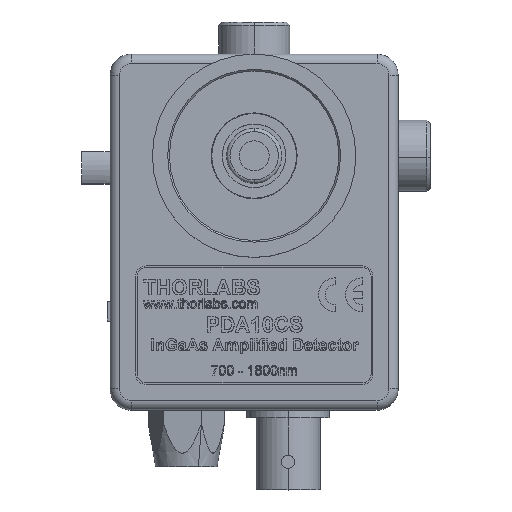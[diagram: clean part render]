
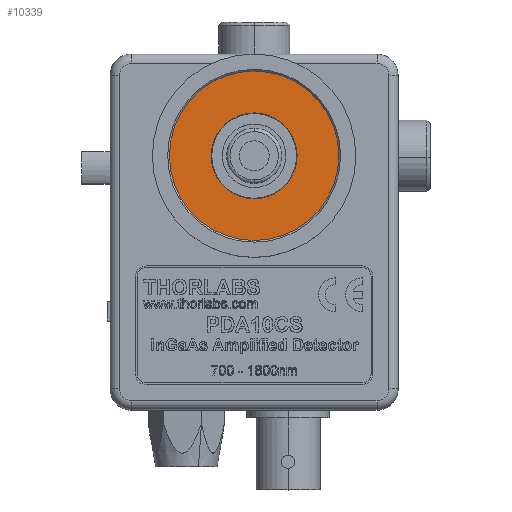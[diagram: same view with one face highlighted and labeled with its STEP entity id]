
A CAD part, top view. The second image highlights one B-rep face of the part: STEP entity #10339.
In plain terms, the highlighted planar face has unit normal (0, 0, 1).
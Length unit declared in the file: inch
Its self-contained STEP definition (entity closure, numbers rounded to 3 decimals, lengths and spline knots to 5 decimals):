
#10292 = VERTEX_POINT ( 'NONE', #26497 ) ;
#10293 = VERTEX_POINT ( 'NONE', #26496 ) ;
#10295 = EDGE_LOOP ( 'NONE', ( #10342, #10298 ) ) ;
#10297 = EDGE_CURVE ( 'NONE', #10299, #10292, #26490, .T. ) ;
#10298 = ORIENTED_EDGE ( 'NONE', *, *, #10297, .F. ) ;
#10299 = VERTEX_POINT ( 'NONE', #26754 ) ;
#10323 = ORIENTED_EDGE ( 'NONE', *, *, #10346, .T. ) ;
#10337 = EDGE_CURVE ( 'NONE', #10292, #10299, #26854, .T. ) ;
#10338 = EDGE_LOOP ( 'NONE', ( #10340, #10323 ) ) ;
#10339 = ADVANCED_FACE ( 'NONE', ( #26888, #26855 ), #26856, .T. ) ;
#10340 = ORIENTED_EDGE ( 'NONE', *, *, #10345, .T. ) ;
#10341 = VERTEX_POINT ( 'NONE', #26893 ) ;
#10342 = ORIENTED_EDGE ( 'NONE', *, *, #10337, .F. ) ;
#10345 = EDGE_CURVE ( 'NONE', #10341, #10293, #26882, .T. ) ;
#10346 = EDGE_CURVE ( 'NONE', #10293, #10341, #26877, .T. ) ;
#25881 = CARTESIAN_POINT ( 'NONE',  ( 0.85, 1.5, 0.88 ) ) ;
#25915 = DIRECTION ( 'NONE',  ( 1., 0., 0. ) ) ;
#25938 = DIRECTION ( 'NONE',  ( 0., 0., 1. ) ) ;
#26475 = AXIS2_PLACEMENT_3D ( 'NONE', #25881, #25938, #25915 ) ;
#26490 = CIRCLE ( 'NONE', #26475, 0.2535 ) ;
#26496 = CARTESIAN_POINT ( 'NONE',  ( 0.3325, 1.5, 0.88 ) ) ;
#26497 = CARTESIAN_POINT ( 'NONE',  ( 1.1035, 1.5, 0.88 ) ) ;
#26754 = CARTESIAN_POINT ( 'NONE',  ( 0.5965, 1.5, 0.88 ) ) ;
#26851 = AXIS2_PLACEMENT_3D ( 'NONE', #26910, #26890, #26889 ) ;
#26854 = CIRCLE ( 'NONE', #26851, 0.2535 ) ;
#26855 = FACE_OUTER_BOUND ( 'NONE', #10338, .T. ) ;
#26856 = PLANE ( 'NONE',  #26891 ) ;
#26877 = CIRCLE ( 'NONE', #26883, 0.5175 ) ;
#26878 = DIRECTION ( 'NONE',  ( 1., 0., 0. ) ) ;
#26879 = DIRECTION ( 'NONE',  ( 0., 0., 1. ) ) ;
#26880 = CARTESIAN_POINT ( 'NONE',  ( 0.85, 1.5, 0.88 ) ) ;
#26881 = AXIS2_PLACEMENT_3D ( 'NONE', #26880, #26879, #26878 ) ;
#26882 = CIRCLE ( 'NONE', #26881, 0.5175 ) ;
#26883 = AXIS2_PLACEMENT_3D ( 'NONE', #26892, #26938, #26937 ) ;
#26884 = DIRECTION ( 'NONE',  ( 1., 0., 0. ) ) ;
#26885 = DIRECTION ( 'NONE',  ( 0., 0., 1. ) ) ;
#26886 = CARTESIAN_POINT ( 'NONE',  ( 0.85, 1.5, 0.88 ) ) ;
#26888 = FACE_BOUND ( 'NONE', #10295, .T. ) ;
#26889 = DIRECTION ( 'NONE',  ( 1., 0., 0. ) ) ;
#26890 = DIRECTION ( 'NONE',  ( 0., 0., 1. ) ) ;
#26891 = AXIS2_PLACEMENT_3D ( 'NONE', #26886, #26885, #26884 ) ;
#26892 = CARTESIAN_POINT ( 'NONE',  ( 0.85, 1.5, 0.88 ) ) ;
#26893 = CARTESIAN_POINT ( 'NONE',  ( 1.3675, 1.5, 0.88 ) ) ;
#26910 = CARTESIAN_POINT ( 'NONE',  ( 0.85, 1.5, 0.88 ) ) ;
#26937 = DIRECTION ( 'NONE',  ( 1., 0., 0. ) ) ;
#26938 = DIRECTION ( 'NONE',  ( 0., 0., 1. ) ) ;
